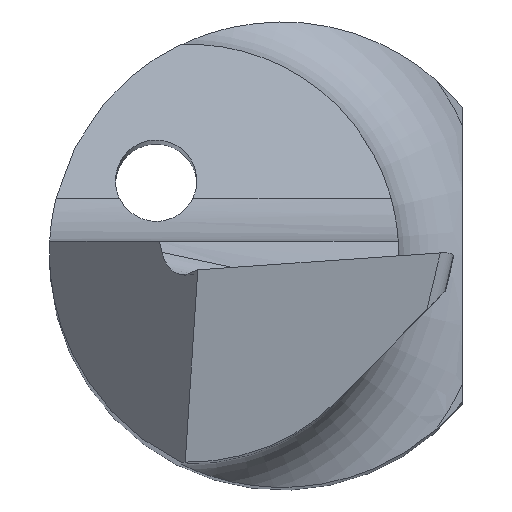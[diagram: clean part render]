
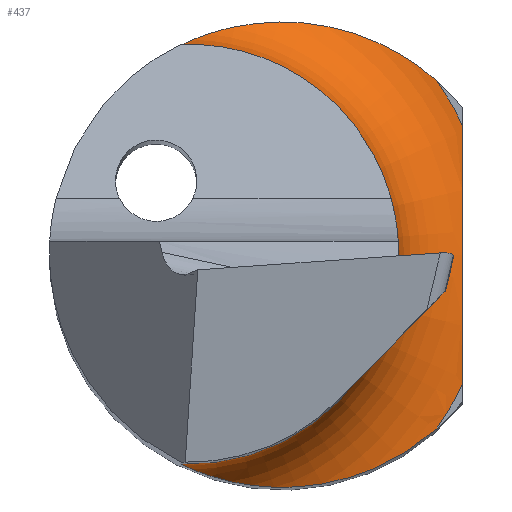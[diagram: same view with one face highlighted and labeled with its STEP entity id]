
A CAD part, top view. The second image highlights one B-rep face of the part: STEP entity #437.
In plain terms, the highlighted toroidal (fillet/blend) face has major radius 2.6 mm and minor radius 0.8 mm.
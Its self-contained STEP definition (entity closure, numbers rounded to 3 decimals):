
#2 = DIRECTION ( 'NONE',  ( 0., 0., -1. ) ) ;
#16 = EDGE_CURVE ( 'NONE', #221, #56, #787, .T. ) ;
#18 = ORIENTED_EDGE ( 'NONE', *, *, #662, .F. ) ;
#41 = CARTESIAN_POINT ( 'NONE',  ( -0.875, 1.798, 14.8 ) ) ;
#54 = CARTESIAN_POINT ( 'NONE',  ( -0.875, -1.798, 14.687 ) ) ;
#56 = VERTEX_POINT ( 'NONE', #306 ) ;
#65 = CARTESIAN_POINT ( 'NONE',  ( -0.8, 0., 14. ) ) ;
#67 = EDGE_CURVE ( 'NONE', #674, #318, #470, .T. ) ;
#76 = CARTESIAN_POINT ( 'NONE',  ( -0.8, 0., 14.8 ) ) ;
#88 = DIRECTION ( 'NONE',  ( 1., 0., 0. ) ) ;
#110 = ORIENTED_EDGE ( 'NONE', *, *, #844, .F. ) ;
#116 = CARTESIAN_POINT ( 'NONE',  ( -0.675, 1.884, 14.427 ) ) ;
#127 = CARTESIAN_POINT ( 'NONE',  ( 1.159, 1.645, 14. ) ) ;
#130 = CARTESIAN_POINT ( 'NONE',  ( 0.347, 1.973, 14.066 ) ) ;
#148 = DIRECTION ( 'NONE',  ( 1., 0., 0. ) ) ;
#159 = ORIENTED_EDGE ( 'NONE', *, *, #616, .F. ) ;
#160 = CARTESIAN_POINT ( 'NONE',  ( 1.55, -0.186, 14.04 ) ) ;
#176 = CARTESIAN_POINT ( 'NONE',  ( -0.875, 1.798, 14.687 ) ) ;
#189 = CARTESIAN_POINT ( 'NONE',  ( 0.972, -1.762, 14.005 ) ) ;
#221 = VERTEX_POINT ( 'NONE', #379 ) ;
#243 = CARTESIAN_POINT ( 'NONE',  ( 0.35, -1.981, 14.06 ) ) ;
#273 = EDGE_CURVE ( 'NONE', #318, #789, #453, .T. ) ;
#283 = DIRECTION ( 'NONE',  ( 0., 0., 1. ) ) ;
#296 = B_SPLINE_CURVE_WITH_KNOTS ( 'NONE', 3,
 ( #697, #508, #501, #777, #567, #160, #512, #371, #654, #650 ),
 .UNSPECIFIED., .F., .F.,
 ( 4, 2, 2, 2, 4 ),
 ( 0., 0.001, 0.001, 0.002, 0.002 ),
 .UNSPECIFIED. ) ;
#300 = FACE_OUTER_BOUND ( 'NONE', #433, .T. ) ;
#306 = CARTESIAN_POINT ( 'NONE',  ( 1.325, -1.498, 14. ) ) ;
#318 = VERTEX_POINT ( 'NONE', #885 ) ;
#327 = CARTESIAN_POINT ( 'NONE',  ( -0.875, -1.798, 14.8 ) ) ;
#347 = CARTESIAN_POINT ( 'NONE',  ( -0.8, 0., 14. ) ) ;
#371 = CARTESIAN_POINT ( 'NONE',  ( 1.55, -0.742, 14.012 ) ) ;
#379 = CARTESIAN_POINT ( 'NONE',  ( 1.55, -1.112, 14. ) ) ;
#386 = CARTESIAN_POINT ( 'NONE',  ( -0.585, 1.915, 14.366 ) ) ;
#393 = CARTESIAN_POINT ( 'NONE',  ( 0.562, -1.932, 14.035 ) ) ;
#398 = CARTESIAN_POINT ( 'NONE',  ( 0.969, 1.763, 14.005 ) ) ;
#407 = CARTESIAN_POINT ( 'NONE',  ( 1.55, 1.112, 14. ) ) ;
#418 = B_SPLINE_CURVE_WITH_KNOTS ( 'NONE', 3,
 ( #652, #858, #189, #393, #243, #514, #668, #790, #664, #599, #54, #327 ),
 .UNSPECIFIED., .F., .F.,
 ( 4, 2, 2, 2, 2, 4 ),
 ( 0., 0.001, 0.001, 0.002, 0.002, 0.003 ),
 .UNSPECIFIED. ) ;
#433 = EDGE_LOOP ( 'NONE', ( #110, #18, #794, #611, #159, #838 ) ) ;
#437 = ADVANCED_FACE ( 'NONE', ( #300 ), #546, .F. ) ;
#445 = CARTESIAN_POINT ( 'NONE',  ( -0.395, 1.963, 14.264 ) ) ;
#453 = B_SPLINE_CURVE_WITH_KNOTS ( 'NONE', 3,
 ( #41, #176, #522, #116, #386, #445, #725, #537, #540, #747, #130, #812, #543, #398, #127, #679 ),
 .UNSPECIFIED., .F., .F.,
 ( 4, 2, 2, 2, 2, 2, 2, 4 ),
 ( 0., 0., 0.001, 0.001, 0.001, 0.002, 0.002, 0.003 ),
 .UNSPECIFIED. ) ;
#470 = CIRCLE ( 'NONE', #816, 1.8 ) ;
#475 = AXIS2_PLACEMENT_3D ( 'NONE', #65, #612, #480 ) ;
#480 = DIRECTION ( 'NONE',  ( 1., 0., 0. ) ) ;
#501 = CARTESIAN_POINT ( 'NONE',  ( 1.55, 0.741, 14.012 ) ) ;
#508 = CARTESIAN_POINT ( 'NONE',  ( 1.55, 0.927, 14. ) ) ;
#512 = CARTESIAN_POINT ( 'NONE',  ( 1.55, -0.371, 14.032 ) ) ;
#514 = CARTESIAN_POINT ( 'NONE',  ( -0.085, -2.01, 14.151 ) ) ;
#522 = CARTESIAN_POINT ( 'NONE',  ( -0.819, 1.826, 14.585 ) ) ;
#537 = CARTESIAN_POINT ( 'NONE',  ( -0.083, 2.001, 14.155 ) ) ;
#540 = CARTESIAN_POINT ( 'NONE',  ( 0.023, 2.003, 14.128 ) ) ;
#543 = CARTESIAN_POINT ( 'NONE',  ( 0.664, 1.89, 14.028 ) ) ;
#546 = TOROIDAL_SURFACE ( 'NONE', #736, 2.6, 0.8 ) ;
#548 = CARTESIAN_POINT ( 'NONE',  ( -0.875, -1.798, 14.8 ) ) ;
#561 = AXIS2_PLACEMENT_3D ( 'NONE', #347, #2, #890 ) ;
#567 = CARTESIAN_POINT ( 'NONE',  ( 1.55, 0.185, 14.04 ) ) ;
#581 = DIRECTION ( 'NONE',  ( 0., 0., 1. ) ) ;
#599 = CARTESIAN_POINT ( 'NONE',  ( -0.819, -1.826, 14.584 ) ) ;
#611 = ORIENTED_EDGE ( 'NONE', *, *, #67, .F. ) ;
#612 = DIRECTION ( 'NONE',  ( 0., 0., -1. ) ) ;
#616 = EDGE_CURVE ( 'NONE', #56, #674, #418, .T. ) ;
#650 = CARTESIAN_POINT ( 'NONE',  ( 1.55, -1.112, 14. ) ) ;
#652 = CARTESIAN_POINT ( 'NONE',  ( 1.325, -1.498, 14. ) ) ;
#654 = CARTESIAN_POINT ( 'NONE',  ( 1.55, -0.927, 14. ) ) ;
#662 = EDGE_CURVE ( 'NONE', #789, #710, #804, .T. ) ;
#664 = CARTESIAN_POINT ( 'NONE',  ( -0.674, -1.885, 14.427 ) ) ;
#668 = CARTESIAN_POINT ( 'NONE',  ( -0.296, -1.988, 14.212 ) ) ;
#674 = VERTEX_POINT ( 'NONE', #548 ) ;
#679 = CARTESIAN_POINT ( 'NONE',  ( 1.325, 1.498, 14. ) ) ;
#697 = CARTESIAN_POINT ( 'NONE',  ( 1.55, 1.112, 14. ) ) ;
#710 = VERTEX_POINT ( 'NONE', #407 ) ;
#725 = CARTESIAN_POINT ( 'NONE',  ( -0.293, 1.981, 14.223 ) ) ;
#736 = AXIS2_PLACEMENT_3D ( 'NONE', #76, #283, #148 ) ;
#747 = CARTESIAN_POINT ( 'NONE',  ( 0.238, 1.989, 14.084 ) ) ;
#777 = CARTESIAN_POINT ( 'NONE',  ( 1.55, 0.37, 14.032 ) ) ;
#781 = CARTESIAN_POINT ( 'NONE',  ( -0.8, 0., 14.8 ) ) ;
#782 = CARTESIAN_POINT ( 'NONE',  ( 1.325, 1.498, 14. ) ) ;
#787 = CIRCLE ( 'NONE', #561, 2.6 ) ;
#789 = VERTEX_POINT ( 'NONE', #782 ) ;
#790 = CARTESIAN_POINT ( 'NONE',  ( -0.584, -1.915, 14.365 ) ) ;
#794 = ORIENTED_EDGE ( 'NONE', *, *, #273, .F. ) ;
#804 = CIRCLE ( 'NONE', #475, 2.6 ) ;
#812 = CARTESIAN_POINT ( 'NONE',  ( 0.56, 1.923, 14.038 ) ) ;
#816 = AXIS2_PLACEMENT_3D ( 'NONE', #781, #581, #88 ) ;
#838 = ORIENTED_EDGE ( 'NONE', *, *, #16, .F. ) ;
#844 = EDGE_CURVE ( 'NONE', #710, #221, #296, .T. ) ;
#858 = CARTESIAN_POINT ( 'NONE',  ( 1.158, -1.646, 14. ) ) ;
#885 = CARTESIAN_POINT ( 'NONE',  ( -0.875, 1.798, 14.8 ) ) ;
#890 = DIRECTION ( 'NONE',  ( 1., 0., 0. ) ) ;
